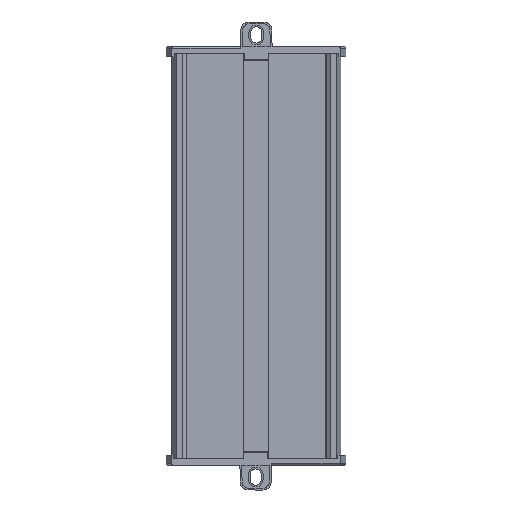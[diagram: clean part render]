
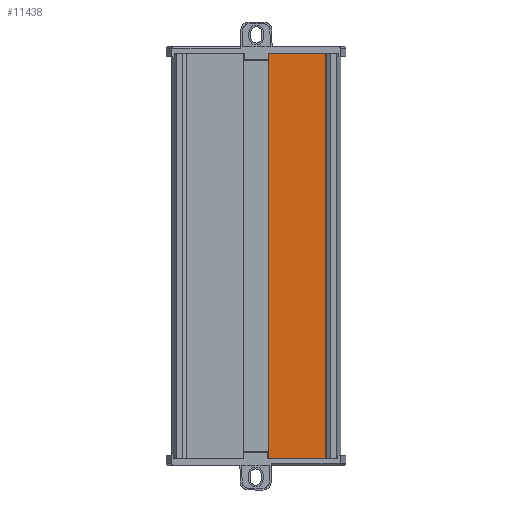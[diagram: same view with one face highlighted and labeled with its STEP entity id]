
A CAD part, front view. The second image highlights one B-rep face of the part: STEP entity #11438.
In plain terms, the highlighted planar face has unit normal (0, -1, 0).
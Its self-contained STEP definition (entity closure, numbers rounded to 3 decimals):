
#859 = VECTOR ( 'NONE', #9514, 1000. ) ;
#1023 = DIRECTION ( 'NONE',  ( 0., 0., -1. ) ) ;
#1855 = VECTOR ( 'NONE', #3189, 1000. ) ;
#1888 = EDGE_CURVE ( 'NONE', #7788, #2160, #10817, .T. ) ;
#2160 = VERTEX_POINT ( 'NONE', #11864 ) ;
#2452 = CARTESIAN_POINT ( 'NONE',  ( 6.025, -1.653, 0. ) ) ;
#3189 = DIRECTION ( 'NONE',  ( 1., 0., 0. ) ) ;
#3234 = LINE ( 'NONE', #5341, #1855 ) ;
#4456 = AXIS2_PLACEMENT_3D ( 'NONE', #6072, #8064, #1023 ) ;
#5135 = LINE ( 'NONE', #5355, #5763 ) ;
#5223 = ORIENTED_EDGE ( 'NONE', *, *, #5986, .F. ) ;
#5341 = CARTESIAN_POINT ( 'NONE',  ( 6.025, -1.653, -200. ) ) ;
#5355 = CARTESIAN_POINT ( 'NONE',  ( 34.109, -1.653, -200. ) ) ;
#5763 = VECTOR ( 'NONE', #7485, 1000. ) ;
#5986 = EDGE_CURVE ( 'NONE', #2160, #7930, #8208, .T. ) ;
#6072 = CARTESIAN_POINT ( 'NONE',  ( 6.025, -1.653, -200. ) ) ;
#6374 = DIRECTION ( 'NONE',  ( 0., 0., 1. ) ) ;
#7030 = PLANE ( 'NONE',  #4456 ) ;
#7286 = CARTESIAN_POINT ( 'NONE',  ( 6.025, -1.653, -200. ) ) ;
#7485 = DIRECTION ( 'NONE',  ( 0., 0., 1. ) ) ;
#7788 = VERTEX_POINT ( 'NONE', #9259 ) ;
#7930 = VERTEX_POINT ( 'NONE', #11504 ) ;
#8064 = DIRECTION ( 'NONE',  ( 0., -1., 0. ) ) ;
#8092 = ORIENTED_EDGE ( 'NONE', *, *, #11544, .T. ) ;
#8150 = VECTOR ( 'NONE', #6374, 1000. ) ;
#8208 = LINE ( 'NONE', #2452, #859 ) ;
#9259 = CARTESIAN_POINT ( 'NONE',  ( 6.025, -1.653, -200. ) ) ;
#9514 = DIRECTION ( 'NONE',  ( 1., 0., 0. ) ) ;
#10149 = ORIENTED_EDGE ( 'NONE', *, *, #11078, .T. ) ;
#10549 = CARTESIAN_POINT ( 'NONE',  ( 34.109, -1.653, -200. ) ) ;
#10817 = LINE ( 'NONE', #7286, #8150 ) ;
#10939 = FACE_OUTER_BOUND ( 'NONE', #11679, .T. ) ;
#11078 = EDGE_CURVE ( 'NONE', #11137, #7930, #5135, .T. ) ;
#11137 = VERTEX_POINT ( 'NONE', #10549 ) ;
#11423 = ORIENTED_EDGE ( 'NONE', *, *, #1888, .F. ) ;
#11438 = ADVANCED_FACE ( 'NONE', ( #10939 ), #7030, .T. ) ;
#11504 = CARTESIAN_POINT ( 'NONE',  ( 34.109, -1.653, 0. ) ) ;
#11544 = EDGE_CURVE ( 'NONE', #7788, #11137, #3234, .T. ) ;
#11679 = EDGE_LOOP ( 'NONE', ( #5223, #11423, #8092, #10149 ) ) ;
#11864 = CARTESIAN_POINT ( 'NONE',  ( 6.025, -1.653, 0. ) ) ;
